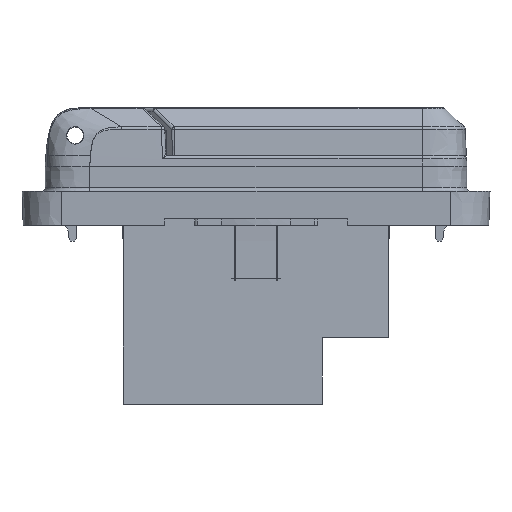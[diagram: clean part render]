
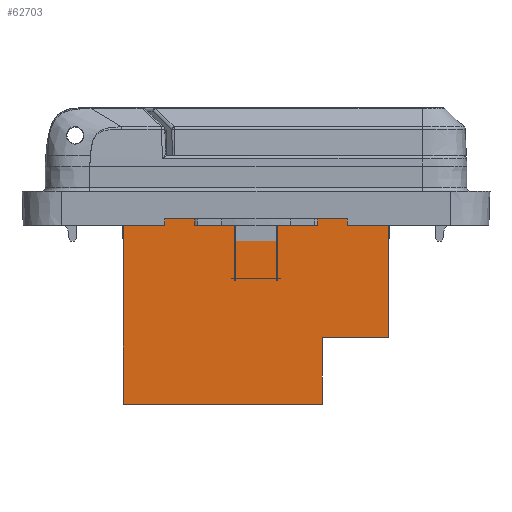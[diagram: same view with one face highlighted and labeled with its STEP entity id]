
A CAD part, left-side view. The second image highlights one B-rep face of the part: STEP entity #62703.
In plain terms, the highlighted planar face has unit normal (-1, 0, 0).
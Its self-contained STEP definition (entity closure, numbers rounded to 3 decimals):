
#62681=AXIS2_PLACEMENT_3D('Plane Axis2P3D',#62678,#62679,#62680) ;
#62528=CARTESIAN_POINT('Vertex',(-20.,-10.,-14.386)) ;
#62533=CARTESIAN_POINT('Line Origine',(-20.,-10.,-19.386)) ;
#62537=CARTESIAN_POINT('Vertex',(-20.,-10.,-24.386)) ;
#62575=CARTESIAN_POINT('Vertex',(-20.,-20.,-14.386)) ;
#62578=CARTESIAN_POINT('Line Origine',(-20.,-15.,-14.386)) ;
#62599=CARTESIAN_POINT('Vertex',(-20.,20.,7.614)) ;
#62604=CARTESIAN_POINT('Line Origine',(-20.,0.,7.614)) ;
#62608=CARTESIAN_POINT('Vertex',(-20.,-20.,7.614)) ;
#62666=CARTESIAN_POINT('Line Origine',(-20.,-20.,-3.386)) ;
#62678=CARTESIAN_POINT('Axis2P3D Location',(-20.,0.,7.614)) ;
#62683=CARTESIAN_POINT('Line Origine',(-20.,20.,-8.386)) ;
#62687=CARTESIAN_POINT('Vertex',(-20.,20.,-24.386)) ;
#62690=CARTESIAN_POINT('Line Origine',(-20.,5.,-24.386)) ;
#62534=DIRECTION('Vector Direction',(0.,0.,1.)) ;
#62579=DIRECTION('Vector Direction',(0.,1.,0.)) ;
#62605=DIRECTION('Vector Direction',(0.,1.,0.)) ;
#62667=DIRECTION('Vector Direction',(0.,0.,1.)) ;
#62679=DIRECTION('Axis2P3D Direction',(1.,0.,0.)) ;
#62680=DIRECTION('Axis2P3D XDirection',(0.,1.,0.)) ;
#62684=DIRECTION('Vector Direction',(0.,0.,-1.)) ;
#62691=DIRECTION('Vector Direction',(0.,-1.,0.)) ;
#62535=VECTOR('Line Direction',#62534,1.) ;
#62580=VECTOR('Line Direction',#62579,1.) ;
#62606=VECTOR('Line Direction',#62605,1.) ;
#62668=VECTOR('Line Direction',#62667,1.) ;
#62685=VECTOR('Line Direction',#62684,1.) ;
#62692=VECTOR('Line Direction',#62691,1.) ;
#62696=ORIENTED_EDGE('',*,*,#62539,.T.) ;
#62697=ORIENTED_EDGE('',*,*,#62582,.F.) ;
#62698=ORIENTED_EDGE('',*,*,#62670,.F.) ;
#62699=ORIENTED_EDGE('',*,*,#62610,.F.) ;
#62700=ORIENTED_EDGE('',*,*,#62689,.F.) ;
#62701=ORIENTED_EDGE('',*,*,#62694,.F.) ;
#62703=ADVANCED_FACE('esquisse meca prise.1\\Corps principal',(#62702),#62682,.F.) ;
#62539=EDGE_CURVE('',#62538,#62529,#62536,.T.) ;
#62582=EDGE_CURVE('',#62576,#62529,#62581,.T.) ;
#62610=EDGE_CURVE('',#62600,#62609,#62607,.F.) ;
#62670=EDGE_CURVE('',#62609,#62576,#62669,.F.) ;
#62689=EDGE_CURVE('',#62688,#62600,#62686,.F.) ;
#62694=EDGE_CURVE('',#62538,#62688,#62693,.F.) ;
#62695=EDGE_LOOP('',(#62696,#62697,#62698,#62699,#62700,#62701)) ;
#62702=FACE_OUTER_BOUND('',#62695,.T.) ;
#62536=LINE('Line',#62533,#62535) ;
#62581=LINE('Line',#62578,#62580) ;
#62607=LINE('Line',#62604,#62606) ;
#62669=LINE('Line',#62666,#62668) ;
#62686=LINE('Line',#62683,#62685) ;
#62693=LINE('Line',#62690,#62692) ;
#62682=PLANE('',#62681) ;
#62529=VERTEX_POINT('',#62528) ;
#62538=VERTEX_POINT('',#62537) ;
#62576=VERTEX_POINT('',#62575) ;
#62600=VERTEX_POINT('',#62599) ;
#62609=VERTEX_POINT('',#62608) ;
#62688=VERTEX_POINT('',#62687) ;
